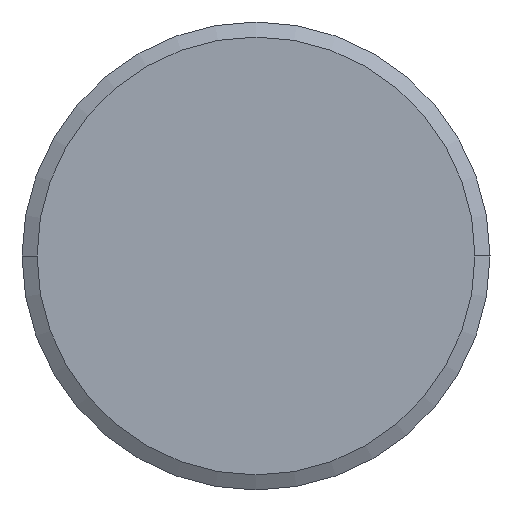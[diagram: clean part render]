
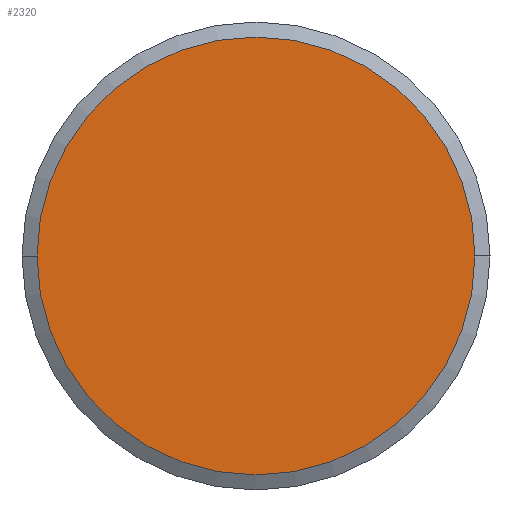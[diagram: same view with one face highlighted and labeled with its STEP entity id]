
A CAD part, left-side view. The second image highlights one B-rep face of the part: STEP entity #2320.
In plain terms, the highlighted planar face has unit normal (-1, 0, 0).
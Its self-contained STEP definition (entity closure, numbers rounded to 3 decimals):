
#2120=CARTESIAN_POINT('',(-50.25,7.018,0.75));
#2130=DIRECTION('',(1.,0.,0.));
#2140=DIRECTION('',(0.,1.,0.));
#2150=AXIS2_PLACEMENT_3D('',#2120,#2130,#2140);
#2160=PLANE('',#2150);
#2170=CARTESIAN_POINT('',(-50.25,0.,0.75));
#2180=DIRECTION('',(1.,-0.,0.));
#2190=DIRECTION('',(0.,1.,0.));
#2200=AXIS2_PLACEMENT_3D('',#2170,#2180,#2190);
#2210=CIRCLE('',#2200,14.035);
#2220=CARTESIAN_POINT('',(-50.25,14.035,0.75));
#2230=VERTEX_POINT('',#2220);
#2240=CARTESIAN_POINT('',(-50.25,-14.035,0.75));
#2250=VERTEX_POINT('',#2240);
#2260=EDGE_CURVE('',#2230,#2250,#2210,.T.);
#2270=ORIENTED_EDGE('',*,*,#2260,.F.);
#2280=EDGE_CURVE('',#2250,#2230,#2210,.T.);
#2290=ORIENTED_EDGE('',*,*,#2280,.F.);
#2300=EDGE_LOOP('',(#2290,#2270));
#2310=FACE_OUTER_BOUND('',#2300,.T.);
#2320=ADVANCED_FACE('',(#2310),#2160,.F.);
